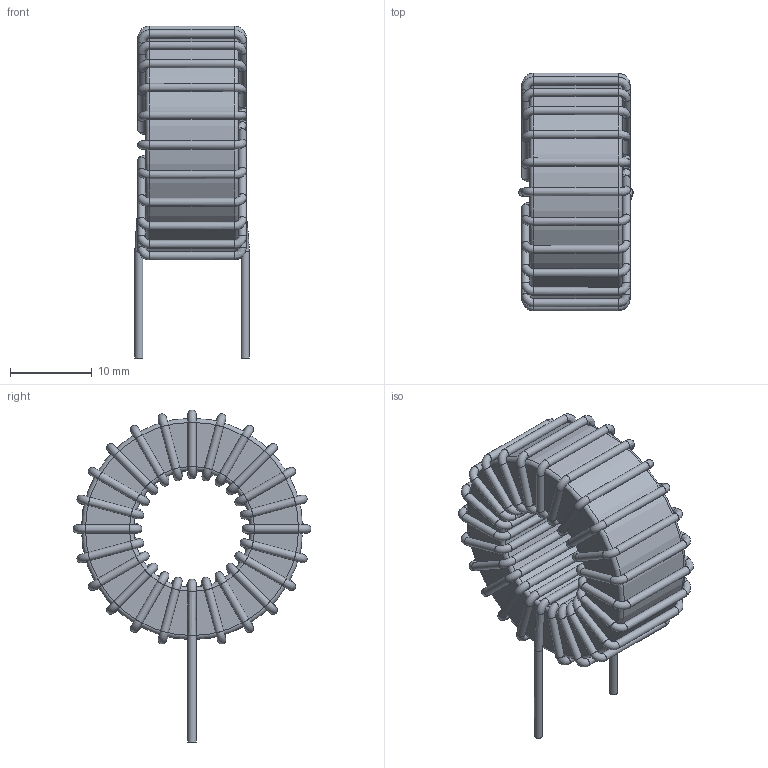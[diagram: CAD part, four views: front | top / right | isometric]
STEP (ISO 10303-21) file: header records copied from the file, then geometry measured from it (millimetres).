
FILE_DESCRIPTION(/* description */ ('Unknown'),/* implementation_level */ '2;1');
FILE_NAME(/* name */ 'L_Wurth_WE-SI_744153',/* time_stamp */ '2022-03-07T13:54:04+08:00',/* author */ ('Unknown'),/* organization */ ('Unknown'),/* preprocessor_version */ 'ST-DEVELOPER v16.7',/* originating_system */ 'Solid Edge',/* authorisation */ 'Unknown');
FILE_SCHEMA (('AUTOMOTIVE_DESIGN {1 0 10303 214 3 1 1}'));
Length unit declared in the file: millimetre
Products named in the file (2): L_Wurth_WE-SI_744153
Assembly tree (1 placements, depth 2):
  L_Wurth_WE-SI_744153
    L_Wurth_WE-SI_744153
Bounding box: 14 x 29.12 x 40.64 mm (x, y, z)
Volume: 5417.7 mm3; surface area: 5162.8 mm2
Topology: 2 solids, 2 shells, 201 faces, 400 edges, 203 vertices
Faces by surface type: cylinder 97, torus 51, bspline 49, plane 4
Full cylindrical faces by diameter (mm): 1 x95, 14.3 x1, 27.1 x1
Entity records: 10523 total; most frequent: CARTESIAN_POINT 6089, DIRECTION 520, ORIENTED_EDGE 400, EDGE_LOOP 400, FACE_BOUND 400, AXIS2_PLACEMENT_3D 260, STYLED_ITEM 201, PRESENTATION_STYLE_ASSIGNMENT 201
